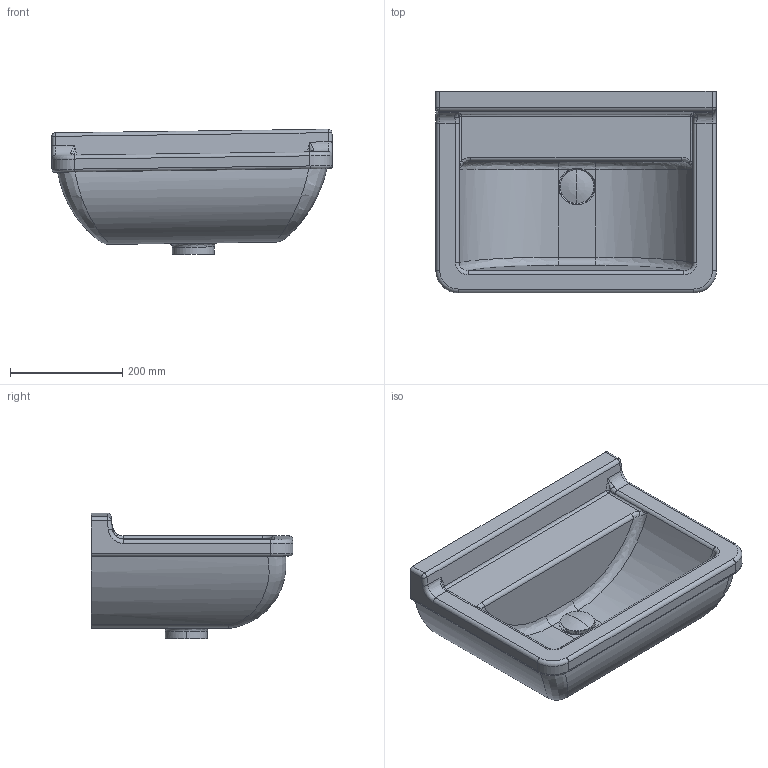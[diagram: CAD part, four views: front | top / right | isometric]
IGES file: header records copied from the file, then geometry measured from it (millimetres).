
Global section: file name: No Iges File Name specified; native system: AutoDesk Inventor R11.0; preprocessor: AutoDesk Inventor Iges Exporter R11.0; author: No Author specified; organization: No Organization specified; date: 20070711.201610; units: millimetre
Bounding box: 500.73 x 360 x 223.75 mm (x, y, z)
Volume: 12308790.7 mm3; surface area: 813514.7 mm2
Topology: 3 solids, 3 shells, 136 faces, 341 edges, 201 vertices
Faces by surface type: cylinder 40, plane 31, bspline 27, revolution 21, torus 13, sphere 2, cone 2
